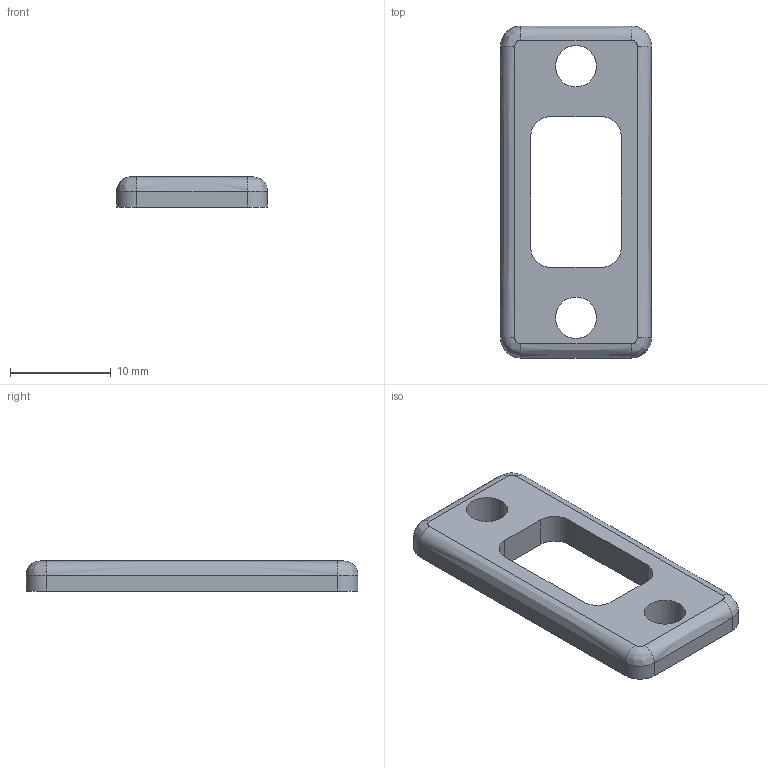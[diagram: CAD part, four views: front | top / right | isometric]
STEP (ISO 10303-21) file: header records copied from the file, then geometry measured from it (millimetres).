
FILE_DESCRIPTION(/* description */ (''),/* implementation_level */ '2;1');
FILE_NAME(/* name */ '',/* time_stamp */ '2024-09-26T12:32:30+08:00',/* author */ (''),/* organization */ (''),/* preprocessor_version */ 'ST-DEVELOPER v20',/* originating_system */ 'Autodesk Translation Framework v13.20.0.188',/* authorisation */ '');
FILE_SCHEMA (('AUTOMOTIVE_DESIGN { 1 0 10303 214 3 1 1 }'));
Length unit declared in the file: millimetre
Products named in the file (1): PR_FDM_PLA_装甲板底垫板
Bounding box: 15 x 33 x 3 mm (x, y, z)
Volume: 961.7 mm3; surface area: 1098.7 mm2
Topology: 1 solids, 1 shells, 28 faces, 70 edges, 44 vertices
Faces by surface type: plane 10, cylinder 10, bspline 8
Full cylindrical faces by diameter (mm): 4.1 x2
Entity records: 1103 total; most frequent: CARTESIAN_POINT 447, ORIENTED_EDGE 140, DIRECTION 104, EDGE_CURVE 70, VERTEX_POINT 44, AXIS2_PLACEMENT_3D 37, EDGE_LOOP 34, LINE 30
